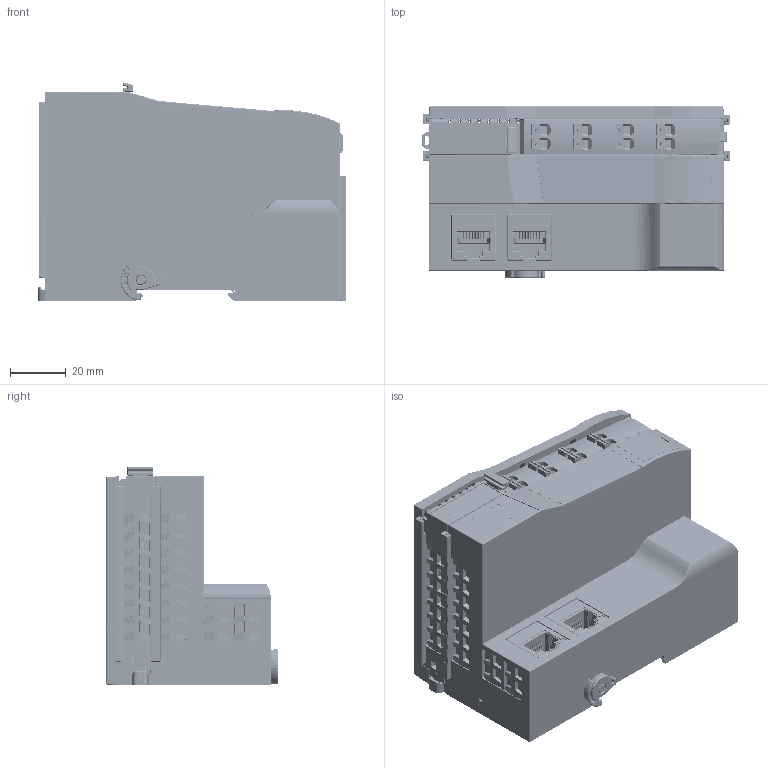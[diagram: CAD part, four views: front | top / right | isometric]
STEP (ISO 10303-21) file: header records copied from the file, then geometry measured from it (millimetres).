
FILE_DESCRIPTION(/* description */ (''),/* implementation_level */ '2;1');
FILE_NAME(/* name */ 'FX20 网关_2_.stp',/* time_stamp */ '2025-12-19T11:52:09+08:00',/* author */ (''),/* organization */ (''),/* preprocessor_version */ 'ST-DEVELOPER v20',/* originating_system */ 'SIEMENS PLM Software NX2412.5001',/* authorisation */ '');
FILE_SCHEMA (('AUTOMOTIVE_DESIGN { 1 0 10303 214 3 1 1 1 }'));
Products named in the file (1): FX20 网关_2_stp_objects
Bounding box: 110.7 x 61.6 x 78.5 mm (x, y, z)
Volume: 284258.9 mm3; surface area: 136489.7 mm2
Topology: 13 solids, 59 shells, 7427 faces, 19841 edges, 12612 vertices
Faces by surface type: plane 4916, cylinder 1418, bspline 430, cone 253, torus 228, sphere 182
Full cylindrical faces by diameter (mm): 0.45 x64, 0.6 x4, 0.7 x16, 1 x8, 1.05 x3, 1.2 x4, 1.8 x1, 2 x7, 2.2 x6, 3.5 x1, 4.2 x7
Entity records: 267992 total; most frequent: CARTESIAN_POINT 70570, ORIENTED_EDGE 38994, DIRECTION 34167, EDGE_CURVE 19497, LINE 13473, VECTOR 13473, VERTEX_POINT 12508, AXIS2_PLACEMENT_3D 10347
